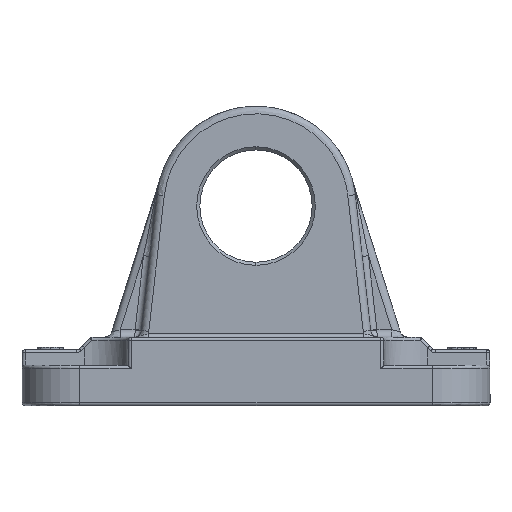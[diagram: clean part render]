
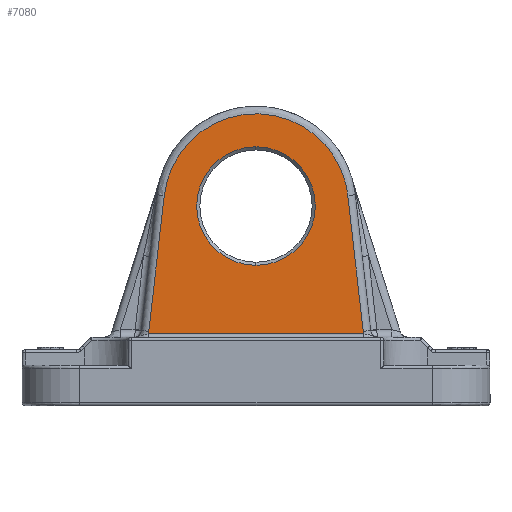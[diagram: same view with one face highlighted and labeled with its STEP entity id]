
A CAD part, left-side view. The second image highlights one B-rep face of the part: STEP entity #7080.
In plain terms, the highlighted planar face has unit normal (-1, 0, 0).
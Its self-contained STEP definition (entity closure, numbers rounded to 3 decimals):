
#102 = VERTEX_POINT ( 'NONE', #1348 ) ;
#165 = CIRCLE ( 'NONE', #560, 9.5 ) ;
#560 = AXIS2_PLACEMENT_3D ( 'NONE', #4637, #3580, #11285 ) ;
#1164 = EDGE_CURVE ( 'NONE', #7092, #5475, #7577, .T. ) ;
#1348 = CARTESIAN_POINT ( 'NONE',  ( -20., -17.275, 11.5 ) ) ;
#1389 = EDGE_CURVE ( 'NONE', #2739, #7276, #165, .T. ) ;
#1411 = CIRCLE ( 'NONE', #11484, 9.5 ) ;
#1669 = CARTESIAN_POINT ( 'NONE',  ( -20., -17.186, 11.928 ) ) ;
#2025 = CARTESIAN_POINT ( 'NONE',  ( -20., -14.705, 33.678 ) ) ;
#2152 = CARTESIAN_POINT ( 'NONE',  ( -20., 0., 26.206 ) ) ;
#2228 = CARTESIAN_POINT ( 'NONE',  ( -20., 17.275, 11.5 ) ) ;
#2398 = ORIENTED_EDGE ( 'NONE', *, *, #3994, .F. ) ;
#2433 = CARTESIAN_POINT ( 'NONE',  ( -20., -14.705, 33.678 ) ) ;
#2470 = CARTESIAN_POINT ( 'NONE',  ( -20., 17.186, 11.928 ) ) ;
#2739 = VERTEX_POINT ( 'NONE', #6256 ) ;
#2999 = ORIENTED_EDGE ( 'NONE', *, *, #1164, .F. ) ;
#3031 = CARTESIAN_POINT ( 'NONE',  ( -20., -17.186, 11.928 ) ) ;
#3233 = EDGE_CURVE ( 'NONE', #10390, #7092, #11056, .T. ) ;
#3505 = CARTESIAN_POINT ( 'NONE',  ( -20., -17.275, 11.5 ) ) ;
#3580 = DIRECTION ( 'NONE',  ( -1., 0., 0. ) ) ;
#3776 = EDGE_CURVE ( 'NONE', #5475, #6488, #7293, .T. ) ;
#3936 = DIRECTION ( 'NONE',  ( 0., 0., -1. ) ) ;
#3950 = ORIENTED_EDGE ( 'NONE', *, *, #3776, .F. ) ;
#3994 = EDGE_CURVE ( 'NONE', #7276, #2739, #1411, .T. ) ;
#4012 = CARTESIAN_POINT ( 'NONE',  ( -20., 14.705, 33.678 ) ) ;
#4111 = ORIENTED_EDGE ( 'NONE', *, *, #3233, .F. ) ;
#4121 = VECTOR ( 'NONE', #7869, 1000. ) ;
#4239 = ORIENTED_EDGE ( 'NONE', *, *, #1389, .F. ) ;
#4373 = CARTESIAN_POINT ( 'NONE',  ( -20., 14.705, 33.678 ) ) ;
#4637 = CARTESIAN_POINT ( 'NONE',  ( -20., 0., 32. ) ) ;
#4755 = VECTOR ( 'NONE', #6920, 1000. ) ;
#5039 = DIRECTION ( 'NONE',  ( 0., 0., 1. ) ) ;
#5052 = CARTESIAN_POINT ( 'NONE',  ( -20., 17.186, 11.928 ) ) ;
#5352 = CARTESIAN_POINT ( 'NONE',  ( -20., 17.233, 11.64 ) ) ;
#5460 = VERTEX_POINT ( 'NONE', #3031 ) ;
#5475 = VERTEX_POINT ( 'NONE', #4012 ) ;
#5548 = VECTOR ( 'NONE', #6871, 1000. ) ;
#5925 = CARTESIAN_POINT ( 'NONE',  ( -20., 17.186, 11.928 ) ) ;
#5941 = EDGE_CURVE ( 'NONE', #6488, #5460, #10139, .T. ) ;
#5951 = CARTESIAN_POINT ( 'NONE',  ( -20., 0., 11.5 ) ) ;
#6057 = CARTESIAN_POINT ( 'NONE',  ( -20., 0., 41.5 ) ) ;
#6147 =( BOUNDED_CURVE ( )  B_SPLINE_CURVE ( 3, ( #1669, #10177, #6502, #3505 ),
 .UNSPECIFIED., .F., .F. ) 
 B_SPLINE_CURVE_WITH_KNOTS ( ( 4, 4 ),
 ( 0., 1. ),
 .UNSPECIFIED. ) 
 CURVE ( )  GEOMETRIC_REPRESENTATION_ITEM ( )  RATIONAL_B_SPLINE_CURVE ( ( 1., 0.997, 0.997, 1. ) ) 
 REPRESENTATION_ITEM ( '' )  );
#6234 = CARTESIAN_POINT ( 'NONE',  ( -20., 11.987, 57.497 ) ) ;
#6256 = CARTESIAN_POINT ( 'NONE',  ( -20., 0., 22.5 ) ) ;
#6488 = VERTEX_POINT ( 'NONE', #2025 ) ;
#6502 = CARTESIAN_POINT ( 'NONE',  ( -20., -17.233, 11.64 ) ) ;
#6616 = EDGE_CURVE ( 'NONE', #5460, #102, #6147, .T. ) ;
#6871 = DIRECTION ( 'NONE',  ( 0., -0.113, -0.994 ) ) ;
#6920 = DIRECTION ( 'NONE',  ( 0., -1., 0. ) ) ;
#6981 = DIRECTION ( 'NONE',  ( 1., 0., 0. ) ) ;
#7054 = AXIS2_PLACEMENT_3D ( 'NONE', #2152, #6981, #3936 ) ;
#7080 = ADVANCED_FACE ( 'NONE', ( #11773, #12207 ), #10692, .F. ) ;
#7092 = VERTEX_POINT ( 'NONE', #5925 ) ;
#7111 = ORIENTED_EDGE ( 'NONE', *, *, #8117, .T. ) ;
#7276 = VERTEX_POINT ( 'NONE', #6057 ) ;
#7293 =( BOUNDED_CURVE ( )  B_SPLINE_CURVE ( 3, ( #4373, #6234, #12066, #9106 ),
 .UNSPECIFIED., .F., .F. ) 
 B_SPLINE_CURVE_WITH_KNOTS ( ( 4, 4 ),
 ( 0., 1. ),
 .UNSPECIFIED. ) 
 CURVE ( )  GEOMETRIC_REPRESENTATION_ITEM ( )  RATIONAL_B_SPLINE_CURVE ( ( 1., 0.409, 0.409, 1. ) ) 
 REPRESENTATION_ITEM ( '' )  );
#7311 = LINE ( 'NONE', #5951, #4755 ) ;
#7577 = LINE ( 'NONE', #5052, #4121 ) ;
#7869 = DIRECTION ( 'NONE',  ( 0., -0.113, 0.994 ) ) ;
#8117 = EDGE_CURVE ( 'NONE', #10390, #102, #7311, .T. ) ;
#9106 = CARTESIAN_POINT ( 'NONE',  ( -20., -14.705, 33.678 ) ) ;
#9151 = CARTESIAN_POINT ( 'NONE',  ( -20., 17.203, 11.783 ) ) ;
#10124 = EDGE_LOOP ( 'NONE', ( #10333, #11996, #3950, #2999, #4111, #7111 ) ) ;
#10139 = LINE ( 'NONE', #2433, #5548 ) ;
#10177 = CARTESIAN_POINT ( 'NONE',  ( -20., -17.203, 11.783 ) ) ;
#10333 = ORIENTED_EDGE ( 'NONE', *, *, #6616, .F. ) ;
#10390 = VERTEX_POINT ( 'NONE', #2228 ) ;
#10510 = EDGE_LOOP ( 'NONE', ( #2398, #4239 ) ) ;
#10654 = CARTESIAN_POINT ( 'NONE',  ( -20., 0., 32. ) ) ;
#10692 = PLANE ( 'NONE',  #7054 ) ;
#10737 = DIRECTION ( 'NONE',  ( -1., 0., 0. ) ) ;
#11056 =( BOUNDED_CURVE ( )  B_SPLINE_CURVE ( 3, ( #11952, #5352, #9151, #2470 ),
 .UNSPECIFIED., .F., .F. ) 
 B_SPLINE_CURVE_WITH_KNOTS ( ( 4, 4 ),
 ( 0., 1. ),
 .UNSPECIFIED. ) 
 CURVE ( )  GEOMETRIC_REPRESENTATION_ITEM ( )  RATIONAL_B_SPLINE_CURVE ( ( 1., 0.997, 0.997, 1. ) ) 
 REPRESENTATION_ITEM ( '' )  );
#11285 = DIRECTION ( 'NONE',  ( 0., 0., 1. ) ) ;
#11484 = AXIS2_PLACEMENT_3D ( 'NONE', #10654, #10737, #5039 ) ;
#11773 = FACE_BOUND ( 'NONE', #10510, .T. ) ;
#11952 = CARTESIAN_POINT ( 'NONE',  ( -20., 17.275, 11.5 ) ) ;
#11996 = ORIENTED_EDGE ( 'NONE', *, *, #5941, .F. ) ;
#12066 = CARTESIAN_POINT ( 'NONE',  ( -20., -11.987, 57.497 ) ) ;
#12207 = FACE_OUTER_BOUND ( 'NONE', #10124, .T. ) ;
